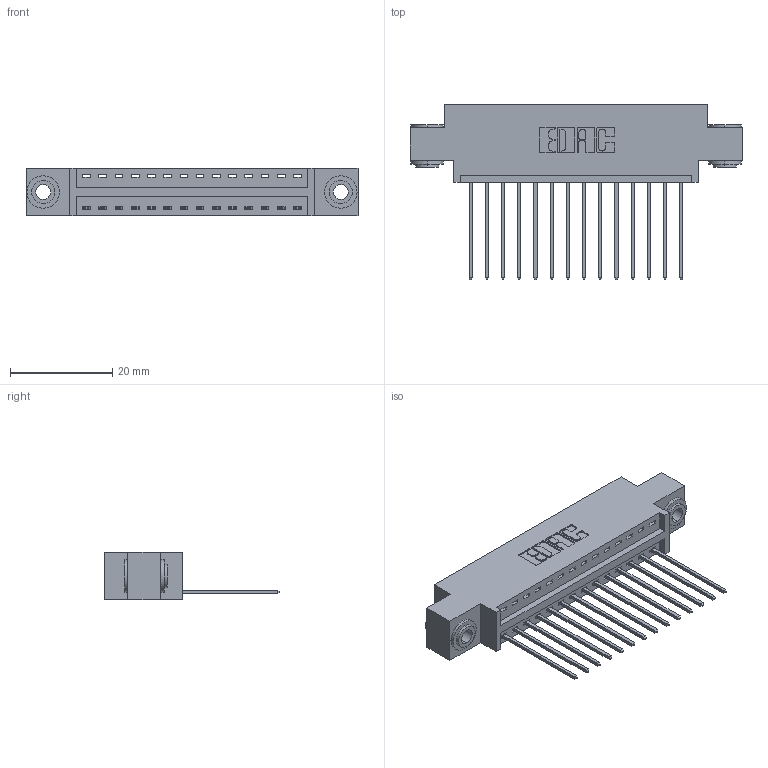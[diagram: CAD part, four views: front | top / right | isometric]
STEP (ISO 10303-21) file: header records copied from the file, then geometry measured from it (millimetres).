
FILE_DESCRIPTION (( 'STEP AP203' ), '1' );
FILE_NAME ('346-014-541-603.STEP', '2022-05-05T06:47:06', ( '' ), ( '' ), 'SwSTEP 2.0', 'SolidWorks 2020', '' );
FILE_SCHEMA (( 'CONFIG_CONTROL_DESIGN' ));
Length unit declared in the file: inch
Products named in the file (4): 345-250-002_345-250-002-102; 346-014-541-603; 346 Part_0.170 Offset - 0.156 Dia-TH; 345-292-001_345-293-141
Assembly tree (17 placements, depth 2):
  346-014-541-603
    346 Part_0.170 Offset - 0.156 Dia-TH
    345-292-001_345-293-141  x14
    345-250-002_345-250-002-102  x2
Bounding box: 65.02 x 34.29 x 9.4 mm (x, y, z)
Volume: 5924.2 mm3; surface area: 7790.1 mm2
Topology: 17 solids, 17 shells, 990 faces, 2917 edges, 1922 vertices
Faces by surface type: plane 664, cylinder 318, cone 8
Entity records: 13674 total; most frequent: CARTESIAN_POINT 2335, ORIENTED_EDGE 2274, DIRECTION 2123, EDGE_CURVE 1137, VECTOR 925, LINE 925, VERTEX_POINT 754, AXIS2_PLACEMENT_3D 599
